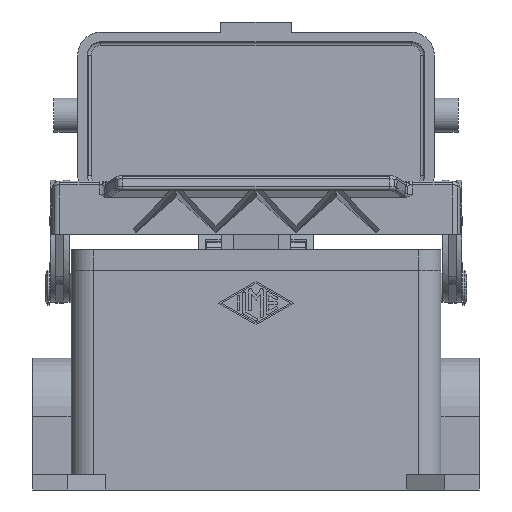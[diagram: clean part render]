
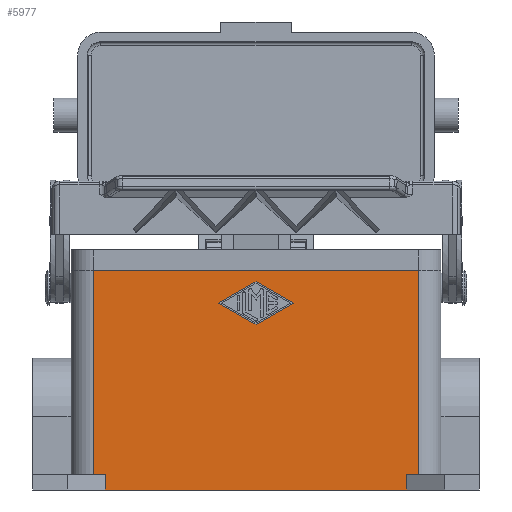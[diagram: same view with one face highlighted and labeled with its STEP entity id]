
A CAD part, front view. The second image highlights one B-rep face of the part: STEP entity #5977.
In plain terms, the highlighted planar face has unit normal (0, -1, 0).
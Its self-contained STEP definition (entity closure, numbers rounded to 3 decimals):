
#5135=CARTESIAN_POINT('',(-9.75,-21.75,15.));
#5136=VERTEX_POINT('',#5135);
#5143=CARTESIAN_POINT('',(0.,-21.75,9.375));
#5144=VERTEX_POINT('',#5143);
#5145=CARTESIAN_POINT('',(0.,-21.75,9.375));
#5146=DIRECTION('',(-0.866,0.0,0.5));
#5147=VECTOR('',#5146,11.256);
#5148=LINE('',#5145,#5147);
#5149=EDGE_CURVE('',#5144,#5136,#5148,.T.);
#5174=CARTESIAN_POINT('',(9.75,-21.75,15.));
#5175=VERTEX_POINT('',#5174);
#5176=CARTESIAN_POINT('',(9.75,-21.75,15.));
#5177=DIRECTION('',(-0.866,0.0,-0.5));
#5178=VECTOR('',#5177,11.256);
#5179=LINE('',#5176,#5178);
#5180=EDGE_CURVE('',#5175,#5144,#5179,.T.);
#5205=CARTESIAN_POINT('',(0.,-21.75,20.625));
#5206=VERTEX_POINT('',#5205);
#5207=CARTESIAN_POINT('',(0.,-21.75,20.625));
#5208=DIRECTION('',(0.866,0.0,-0.5));
#5209=VECTOR('',#5208,11.256);
#5210=LINE('',#5207,#5209);
#5211=EDGE_CURVE('',#5206,#5175,#5210,.T.);
#5234=CARTESIAN_POINT('',(-9.75,-21.75,15.));
#5235=DIRECTION('',(0.866,0.0,0.5));
#5236=VECTOR('',#5235,11.256);
#5237=LINE('',#5234,#5236);
#5238=EDGE_CURVE('',#5136,#5206,#5237,.T.);
#5900=CARTESIAN_POINT('',(39.5,-21.75,-34.0));
#5901=DIRECTION('',(0.0,-1.0,0.0));
#5902=DIRECTION('',(0.0,0.0,-1.0));
#5903=AXIS2_PLACEMENT_3D('',#5900,#5901,#5902);
#5904=PLANE('',#5903);
#5905=CARTESIAN_POINT('',(-39.5,-21.75,-34.0));
#5906=VERTEX_POINT('',#5905);
#5907=CARTESIAN_POINT('',(-39.5,-21.75,-30.));
#5908=VERTEX_POINT('',#5907);
#5909=CARTESIAN_POINT('',(-39.5,-21.75,-34.0));
#5910=DIRECTION('',(0.0,0.0,1.0));
#5911=VECTOR('',#5910,4.);
#5912=LINE('',#5909,#5911);
#5913=EDGE_CURVE('',#5906,#5908,#5912,.T.);
#5914=ORIENTED_EDGE('',*,*,#5913,.F.);
#5915=CARTESIAN_POINT('',(39.5,-21.75,-34.0));
#5916=VERTEX_POINT('',#5915);
#5917=CARTESIAN_POINT('',(39.5,-21.75,-34.0));
#5918=DIRECTION('',(-1.0,0.0,0.0));
#5919=VECTOR('',#5918,79.0);
#5920=LINE('',#5917,#5919);
#5921=EDGE_CURVE('',#5916,#5906,#5920,.T.);
#5922=ORIENTED_EDGE('',*,*,#5921,.F.);
#5923=CARTESIAN_POINT('',(39.5,-21.75,-30.));
#5924=VERTEX_POINT('',#5923);
#5925=CARTESIAN_POINT('',(39.5,-21.75,-34.0));
#5926=DIRECTION('',(0.0,0.0,1.0));
#5927=VECTOR('',#5926,4.);
#5928=LINE('',#5925,#5927);
#5929=EDGE_CURVE('',#5916,#5924,#5928,.T.);
#5930=ORIENTED_EDGE('',*,*,#5929,.T.);
#5931=CARTESIAN_POINT('',(42.5,-21.75,-30.));
#5932=VERTEX_POINT('',#5931);
#5933=CARTESIAN_POINT('',(42.5,-21.75,-30.));
#5934=DIRECTION('',(-1.0,0.0,0.0));
#5935=VECTOR('',#5934,3.0);
#5936=LINE('',#5933,#5935);
#5937=EDGE_CURVE('',#5932,#5924,#5936,.T.);
#5938=ORIENTED_EDGE('',*,*,#5937,.F.);
#5939=CARTESIAN_POINT('',(42.5,-21.75,23.5));
#5940=VERTEX_POINT('',#5939);
#5941=CARTESIAN_POINT('',(42.5,-21.75,-30.));
#5942=DIRECTION('',(0.0,0.0,1.0));
#5943=VECTOR('',#5942,53.5);
#5944=LINE('',#5941,#5943);
#5945=EDGE_CURVE('',#5932,#5940,#5944,.T.);
#5946=ORIENTED_EDGE('',*,*,#5945,.T.);
#5947=CARTESIAN_POINT('',(-42.5,-21.75,23.5));
#5948=VERTEX_POINT('',#5947);
#5949=CARTESIAN_POINT('',(42.5,-21.75,23.5));
#5950=DIRECTION('',(-1.0,0.0,0.0));
#5951=VECTOR('',#5950,85.0);
#5952=LINE('',#5949,#5951);
#5953=EDGE_CURVE('',#5940,#5948,#5952,.T.);
#5954=ORIENTED_EDGE('',*,*,#5953,.T.);
#5955=CARTESIAN_POINT('',(-42.5,-21.75,-30.));
#5956=VERTEX_POINT('',#5955);
#5957=CARTESIAN_POINT('',(-42.5,-21.75,-30.));
#5958=DIRECTION('',(0.0,0.0,1.0));
#5959=VECTOR('',#5958,53.5);
#5960=LINE('',#5957,#5959);
#5961=EDGE_CURVE('',#5956,#5948,#5960,.T.);
#5962=ORIENTED_EDGE('',*,*,#5961,.F.);
#5963=CARTESIAN_POINT('',(-39.5,-21.75,-30.));
#5964=DIRECTION('',(-1.0,0.0,0.0));
#5965=VECTOR('',#5964,3.0);
#5966=LINE('',#5963,#5965);
#5967=EDGE_CURVE('',#5908,#5956,#5966,.T.);
#5968=ORIENTED_EDGE('',*,*,#5967,.F.);
#5969=EDGE_LOOP('',(#5914,#5922,#5930,#5938,#5946,#5954,#5962,#5968));
#5970=FACE_OUTER_BOUND('',#5969,.T.);
#5971=ORIENTED_EDGE('',*,*,#5149,.T.);
#5972=ORIENTED_EDGE('',*,*,#5238,.T.);
#5973=ORIENTED_EDGE('',*,*,#5211,.T.);
#5974=ORIENTED_EDGE('',*,*,#5180,.T.);
#5975=EDGE_LOOP('',(#5971,#5972,#5973,#5974));
#5976=FACE_BOUND('',#5975,.T.);
#5977=ADVANCED_FACE('',(#5970,#5976),#5904,.T.);
